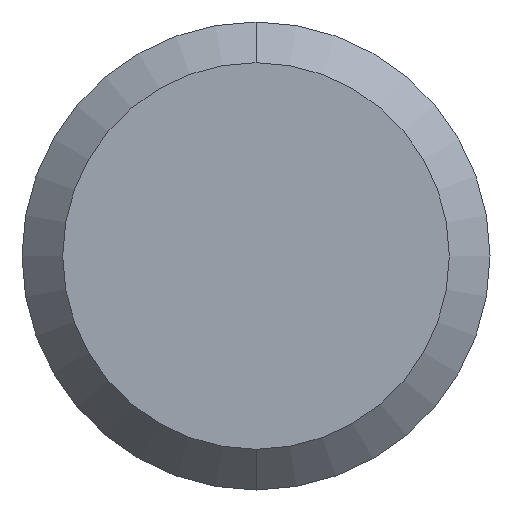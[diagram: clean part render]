
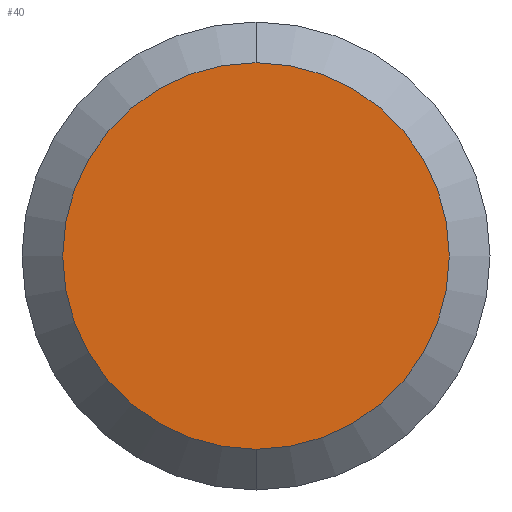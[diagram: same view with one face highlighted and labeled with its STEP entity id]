
A CAD part, front view. The second image highlights one B-rep face of the part: STEP entity #40.
In plain terms, the highlighted planar face has unit normal (0, -1, 0).
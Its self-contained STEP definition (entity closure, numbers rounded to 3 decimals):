
#13 = AXIS2_PLACEMENT_3D ( 'NONE', #74, #197, #196 ) ;
#14 = VERTEX_POINT ( 'NONE', #44 ) ;
#38 = DIRECTION ( 'NONE',  ( 0., 1., 0. ) ) ;
#40 = ADVANCED_FACE ( 'NONE', ( #119 ), #83, .F. ) ;
#44 = CARTESIAN_POINT ( 'NONE',  ( -129.359, -19.65, 80.792 ) ) ;
#47 = CIRCLE ( 'NONE', #13, 2.85 ) ;
#50 = AXIS2_PLACEMENT_3D ( 'NONE', #80, #170, #217 ) ;
#66 = EDGE_CURVE ( 'NONE', #14, #150, #159, .T. ) ;
#67 = ORIENTED_EDGE ( 'NONE', *, *, #66, .T. ) ;
#74 = CARTESIAN_POINT ( 'NONE',  ( -129.359, -19.65, 77.942 ) ) ;
#80 = CARTESIAN_POINT ( 'NONE',  ( -129.359, -19.65, 77.942 ) ) ;
#83 = PLANE ( 'NONE',  #164 ) ;
#119 = FACE_OUTER_BOUND ( 'NONE', #122, .T. ) ;
#122 = EDGE_LOOP ( 'NONE', ( #67, #136 ) ) ;
#134 = EDGE_CURVE ( 'NONE', #150, #14, #47, .T. ) ;
#136 = ORIENTED_EDGE ( 'NONE', *, *, #134, .T. ) ;
#144 = CARTESIAN_POINT ( 'NONE',  ( -129.359, -19.65, 75.092 ) ) ;
#150 = VERTEX_POINT ( 'NONE', #144 ) ;
#158 = CARTESIAN_POINT ( 'NONE',  ( -129.359, -19.65, 77.942 ) ) ;
#159 = CIRCLE ( 'NONE', #50, 2.85 ) ;
#164 = AXIS2_PLACEMENT_3D ( 'NONE', #158, #38, #203 ) ;
#170 = DIRECTION ( 'NONE',  ( 0., -1., 0. ) ) ;
#196 = DIRECTION ( 'NONE',  ( 0., 0., 1. ) ) ;
#197 = DIRECTION ( 'NONE',  ( 0., -1., 0. ) ) ;
#203 = DIRECTION ( 'NONE',  ( 0., 0., 1. ) ) ;
#217 = DIRECTION ( 'NONE',  ( 0., 0., 1. ) ) ;
